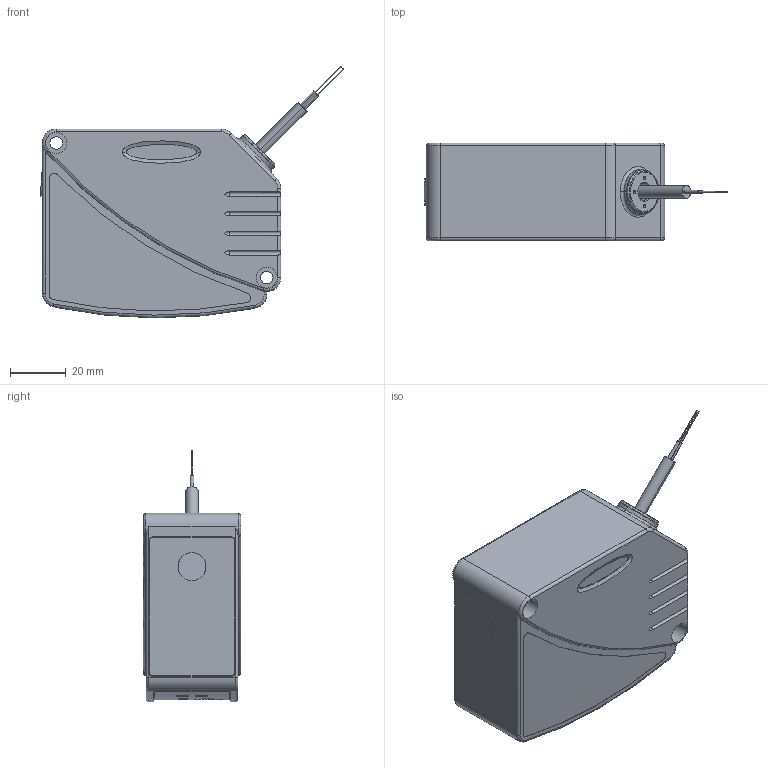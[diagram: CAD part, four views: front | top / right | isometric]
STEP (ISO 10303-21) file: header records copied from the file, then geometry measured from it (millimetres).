
FILE_DESCRIPTION((''),'2;1');
FILE_NAME('188668_ASM','2015-10-06T',('pdmadmin'),(''),'PRO/ENGINEER BY PARAMETRIC TECHNOLOGY CORPORATION, 2013230','PRO/ENGINEER BY PARAMETRIC TECHNOLOGY CORPORATION, 2013230','');
FILE_SCHEMA(('CONFIG_CONTROL_DESIGN'));
Products named in the file (9): 63200; 62677; 62676; 68667_AF0; 63308; 63203; 63201; 64685_FORMED_SHEET; 188668_ASM
Assembly tree (8 placements, depth 2):
  188668_ASM
    63200
    62677
    62676
    68667_AF0
    63308
    63203
    63201
    64685_FORMED_SHEET
Bounding box: 108.77 x 35 x 90.28 mm (x, y, z)
Volume: 50627.3 mm3; surface area: 54342.3 mm2
Topology: 8 solids, 11 shells, 1286 faces, 3172 edges, 2008 vertices
Faces by surface type: plane 657, cylinder 353, torus 128, bspline 74, cone 50, sphere 20, extrusion 4
Entity records: 44191 total; most frequent: CARTESIAN_POINT 13557, ORIENTED_EDGE 6300, DIRECTION 6272, EDGE_CURVE 3164, AXIS2_PLACEMENT_3D 2180, VERTEX_POINT 2008, VECTOR 1912, LINE 1908
